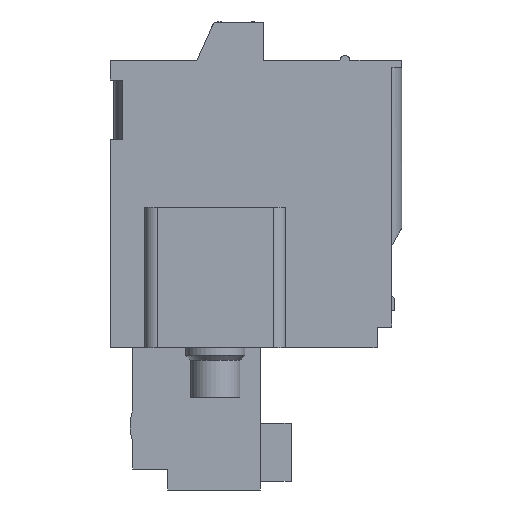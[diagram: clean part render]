
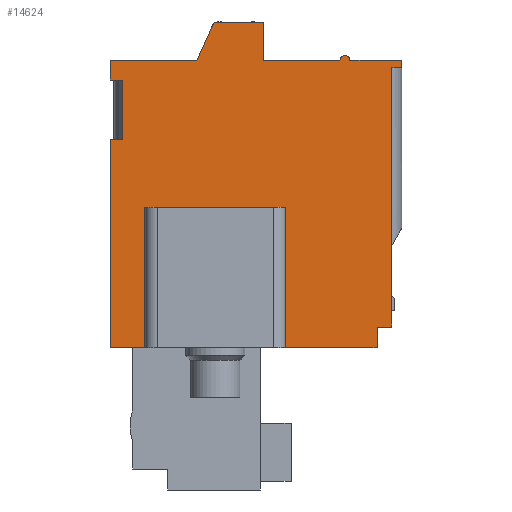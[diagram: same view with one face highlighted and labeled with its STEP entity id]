
A CAD part, left-side view. The second image highlights one B-rep face of the part: STEP entity #14624.
In plain terms, the highlighted planar face has unit normal (-1, 0, 0).
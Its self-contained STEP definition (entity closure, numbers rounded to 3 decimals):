
#237=LINE('',#20479,#2173);
#241=LINE('',#20491,#2177);
#253=LINE('',#20527,#2189);
#478=LINE('',#21019,#2414);
#500=LINE('',#21063,#2436);
#546=LINE('',#21163,#2482);
#559=LINE('',#21199,#2495);
#808=LINE('',#21710,#2744);
#817=LINE('',#21724,#2753);
#820=LINE('',#21730,#2756);
#822=LINE('',#21733,#2758);
#823=LINE('',#21735,#2759);
#825=LINE('',#21740,#2761);
#829=LINE('',#21757,#2765);
#832=LINE('',#21762,#2768);
#833=LINE('',#21764,#2769);
#835=LINE('',#21768,#2771);
#836=LINE('',#21770,#2772);
#853=LINE('',#21814,#2789);
#854=LINE('',#21816,#2790);
#855=LINE('',#21817,#2791);
#2173=VECTOR('',#16579,1000.);
#2177=VECTOR('',#16587,1000.);
#2189=VECTOR('',#16613,1000.);
#2414=VECTOR('',#16896,1000.);
#2436=VECTOR('',#16920,1000.);
#2482=VECTOR('',#16980,1000.);
#2495=VECTOR('',#17007,1000.);
#2744=VECTOR('',#17432,1000.);
#2753=VECTOR('',#17443,1000.);
#2756=VECTOR('',#17448,1000.);
#2758=VECTOR('',#17452,1000.);
#2759=VECTOR('',#17455,1000.);
#2761=VECTOR('',#17461,1000.);
#2765=VECTOR('',#17487,1000.);
#2768=VECTOR('',#17492,1000.);
#2769=VECTOR('',#17495,1000.);
#2771=VECTOR('',#17499,1000.);
#2772=VECTOR('',#17502,1000.);
#2789=VECTOR('',#17531,1000.);
#2790=VECTOR('',#17534,1000.);
#2791=VECTOR('',#17535,1000.);
#5037=ORIENTED_EDGE('',*,*,#9099,.F.);
#5038=ORIENTED_EDGE('',*,*,#8435,.F.);
#5039=ORIENTED_EDGE('',*,*,#9100,.T.);
#5040=ORIENTED_EDGE('',*,*,#8412,.T.);
#5041=ORIENTED_EDGE('',*,*,#9072,.T.);
#5042=ORIENTED_EDGE('',*,*,#9073,.T.);
#5043=ORIENTED_EDGE('',*,*,#8699,.T.);
#5044=ORIENTED_EDGE('',*,*,#9075,.T.);
#5045=ORIENTED_EDGE('',*,*,#9076,.T.);
#5046=ORIENTED_EDGE('',*,*,#9098,.T.);
#5047=ORIENTED_EDGE('',*,*,#9035,.T.);
#5048=ORIENTED_EDGE('',*,*,#9038,.T.);
#5049=ORIENTED_EDGE('',*,*,#9047,.T.);
#5050=ORIENTED_EDGE('',*,*,#9050,.T.);
#5051=ORIENTED_EDGE('',*,*,#9052,.T.);
#5052=ORIENTED_EDGE('',*,*,#8767,.T.);
#5053=ORIENTED_EDGE('',*,*,#9053,.T.);
#5054=ORIENTED_EDGE('',*,*,#9056,.T.);
#5055=ORIENTED_EDGE('',*,*,#8749,.T.);
#5056=ORIENTED_EDGE('',*,*,#9069,.T.);
#5057=ORIENTED_EDGE('',*,*,#8677,.T.);
#5058=ORIENTED_EDGE('',*,*,#8418,.T.);
#8412=EDGE_CURVE('',#10564,#10563,#237,.T.);
#8418=EDGE_CURVE('',#10570,#10569,#241,.T.);
#8435=EDGE_CURVE('',#10586,#10587,#253,.T.);
#8677=EDGE_CURVE('',#10825,#10570,#478,.T.);
#8699=EDGE_CURVE('',#10846,#10847,#500,.T.);
#8749=EDGE_CURVE('',#10893,#10892,#546,.T.);
#8767=EDGE_CURVE('',#10909,#10910,#559,.T.);
#9035=EDGE_CURVE('',#11081,#11082,#12035,.T.);
#9038=EDGE_CURVE('',#11082,#11083,#808,.T.);
#9047=EDGE_CURVE('',#11083,#11086,#817,.T.);
#9050=EDGE_CURVE('',#11086,#11088,#820,.T.);
#9052=EDGE_CURVE('',#11088,#10909,#822,.T.);
#9053=EDGE_CURVE('',#10910,#11089,#823,.T.);
#9056=EDGE_CURVE('',#11089,#10893,#825,.T.);
#9069=EDGE_CURVE('',#10892,#10825,#829,.T.);
#9072=EDGE_CURVE('',#10563,#11092,#832,.T.);
#9073=EDGE_CURVE('',#11092,#10846,#833,.T.);
#9075=EDGE_CURVE('',#10847,#11093,#835,.T.);
#9076=EDGE_CURVE('',#11093,#11094,#836,.T.);
#9098=EDGE_CURVE('',#11094,#11081,#853,.T.);
#9099=EDGE_CURVE('',#10587,#10569,#854,.T.);
#9100=EDGE_CURVE('',#10586,#10564,#855,.T.);
#10563=VERTEX_POINT('',#20478);
#10564=VERTEX_POINT('',#20480);
#10569=VERTEX_POINT('',#20490);
#10570=VERTEX_POINT('',#20492);
#10586=VERTEX_POINT('',#20526);
#10587=VERTEX_POINT('',#20528);
#10825=VERTEX_POINT('',#21020);
#10846=VERTEX_POINT('',#21064);
#10847=VERTEX_POINT('',#21065);
#10892=VERTEX_POINT('',#21162);
#10893=VERTEX_POINT('',#21164);
#10909=VERTEX_POINT('',#21200);
#10910=VERTEX_POINT('',#21201);
#11081=VERTEX_POINT('',#21705);
#11082=VERTEX_POINT('',#21706);
#11083=VERTEX_POINT('',#21711);
#11086=VERTEX_POINT('',#21723);
#11088=VERTEX_POINT('',#21729);
#11089=VERTEX_POINT('',#21736);
#11092=VERTEX_POINT('',#21761);
#11093=VERTEX_POINT('',#21767);
#11094=VERTEX_POINT('',#21771);
#12035=CIRCLE('',#15732,0.2);
#12314=EDGE_LOOP('',(#5037,#5038,#5039,#5040,#5041,#5042,#5043,#5044,#5045,
#5046,#5047,#5048,#5049,#5050,#5051,#5052,#5053,#5054,#5055,#5056,#5057,
#5058));
#13161=FACE_BOUND('',#12314,.T.);
#13961=PLANE('',#15761);
#14624=ADVANCED_FACE('',(#13161),#13961,.T.);
#15732=AXIS2_PLACEMENT_3D('',#21704,#17426,#17427);
#15761=AXIS2_PLACEMENT_3D('',#21815,#17532,#17533);
#16579=DIRECTION('',(0.,-1.,0.));
#16587=DIRECTION('',(0.,-1.,0.));
#16613=DIRECTION('',(0.,1.,0.));
#16896=DIRECTION('',(0.,0.,-1.));
#16920=DIRECTION('',(0.,0.,1.));
#16980=DIRECTION('',(0.,0.,-1.));
#17007=DIRECTION('',(0.,1.,0.));
#17426=DIRECTION('',(-1.,0.,0.));
#17427=DIRECTION('',(0.,-1.,0.));
#17432=DIRECTION('',(0.,1.,0.));
#17443=DIRECTION('',(0.,0.,1.));
#17448=DIRECTION('',(0.,1.,0.));
#17452=DIRECTION('',(0.,0.412,-0.911));
#17455=DIRECTION('',(0.,0.,-1.));
#17461=DIRECTION('',(0.,-1.,0.));
#17487=DIRECTION('',(0.,1.,0.));
#17492=DIRECTION('',(0.,0.,1.));
#17495=DIRECTION('',(0.,-1.,0.));
#17499=DIRECTION('',(0.,-1.,0.));
#17502=DIRECTION('',(0.,0.,1.));
#17531=DIRECTION('',(0.,1.,0.));
#17532=DIRECTION('',(-1.,0.,0.));
#17533=DIRECTION('',(0.,0.,1.));
#17534=DIRECTION('',(0.,0.,-1.));
#17535=DIRECTION('',(0.,0.,-1.));
#20478=CARTESIAN_POINT('',(-6.55,-5.4,-6.1));
#20479=CARTESIAN_POINT('',(-6.55,5.4,-6.1));
#20480=CARTESIAN_POINT('',(-6.55,-1.7,-6.1));
#20490=CARTESIAN_POINT('',(-6.55,4.,-6.1));
#20491=CARTESIAN_POINT('',(-6.55,5.4,-6.1));
#20492=CARTESIAN_POINT('',(-6.55,5.4,-6.1));
#20526=CARTESIAN_POINT('',(-6.55,-1.7,-0.4));
#20527=CARTESIAN_POINT('',(-6.55,-1.7,-0.4));
#20528=CARTESIAN_POINT('',(-6.55,4.,-0.4));
#21019=CARTESIAN_POINT('',(-6.55,5.4,2.35));
#21020=CARTESIAN_POINT('',(-6.55,5.4,2.35));
#21063=CARTESIAN_POINT('',(-6.55,-6.,-5.25));
#21064=CARTESIAN_POINT('',(-6.55,-6.,-5.25));
#21065=CARTESIAN_POINT('',(-6.55,-6.,5.25));
#21162=CARTESIAN_POINT('',(-6.55,4.9,2.35));
#21163=CARTESIAN_POINT('',(-6.55,4.9,4.75));
#21164=CARTESIAN_POINT('',(-6.55,4.9,4.75));
#21199=CARTESIAN_POINT('',(-6.55,1.9,5.55));
#21200=CARTESIAN_POINT('',(-6.55,1.9,5.55));
#21201=CARTESIAN_POINT('',(-6.55,5.4,5.55));
#21704=CARTESIAN_POINT('',(-6.55,-4.1,5.55));
#21705=CARTESIAN_POINT('',(-6.55,-4.3,5.55));
#21706=CARTESIAN_POINT('',(-6.55,-3.9,5.55));
#21710=CARTESIAN_POINT('',(-6.55,-3.9,5.55));
#21711=CARTESIAN_POINT('',(-6.55,-0.8,5.55));
#21723=CARTESIAN_POINT('',(-6.55,-0.8,7.1));
#21724=CARTESIAN_POINT('',(-6.55,-0.8,5.55));
#21729=CARTESIAN_POINT('',(-6.55,1.2,7.1));
#21730=CARTESIAN_POINT('',(-6.55,-0.8,7.1));
#21733=CARTESIAN_POINT('',(-6.55,1.2,7.1));
#21735=CARTESIAN_POINT('',(-6.55,5.4,5.55));
#21736=CARTESIAN_POINT('',(-6.55,5.4,4.75));
#21740=CARTESIAN_POINT('',(-6.55,5.4,4.75));
#21757=CARTESIAN_POINT('',(-6.55,4.9,2.35));
#21761=CARTESIAN_POINT('',(-6.55,-5.4,-5.25));
#21762=CARTESIAN_POINT('',(-6.55,-5.4,-6.1));
#21764=CARTESIAN_POINT('',(-6.55,-5.4,-5.25));
#21767=CARTESIAN_POINT('',(-6.55,-6.4,5.25));
#21768=CARTESIAN_POINT('',(-6.55,-6.,5.25));
#21770=CARTESIAN_POINT('',(-6.55,-6.4,5.25));
#21771=CARTESIAN_POINT('',(-6.55,-6.4,5.55));
#21814=CARTESIAN_POINT('',(-6.55,-6.4,5.55));
#21815=CARTESIAN_POINT('',(-6.55,-4.1,5.55));
#21816=CARTESIAN_POINT('',(-6.55,4.,-0.4));
#21817=CARTESIAN_POINT('',(-6.55,-1.7,-0.4));
